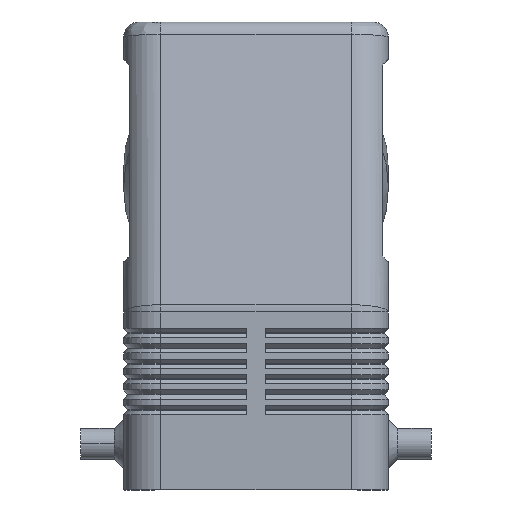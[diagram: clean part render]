
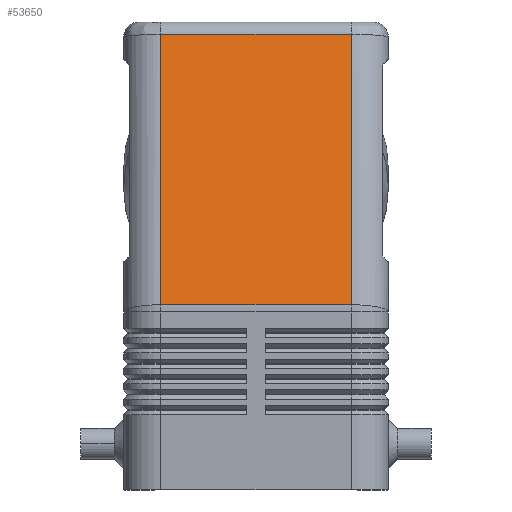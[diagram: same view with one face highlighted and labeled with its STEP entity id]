
A CAD part, left-side view. The second image highlights one B-rep face of the part: STEP entity #53650.
In plain terms, the highlighted planar face has unit normal (-0.981, 0, 0.195).
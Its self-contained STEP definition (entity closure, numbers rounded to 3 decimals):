
#2020=CARTESIAN_POINT('',(-46.635,15.5,30.08));
#2030=DIRECTION('',(0.195,0.,0.981));
#2040=VECTOR('',#2030,44.768);
#2050=LINE('',#2020,#2040);
#2060=CARTESIAN_POINT('',(-46.635,15.5,30.08));
#2070=VERTEX_POINT('',#2060);
#2080=CARTESIAN_POINT('',(-37.9,15.5,73.988));
#2090=VERTEX_POINT('',#2080);
#2100=EDGE_CURVE('',#2070,#2090,#2050,.T.);
#2830=CARTESIAN_POINT('',(-37.9,15.5,73.988));
#2840=DIRECTION('',(0.,-1.,0.));
#2850=VECTOR('',#2840,31.);
#2860=LINE('',#2830,#2850);
#2870=CARTESIAN_POINT('',(-37.9,-15.5,73.988));
#2880=VERTEX_POINT('',#2870);
#2890=EDGE_CURVE('',#2090,#2880,#2860,.T.);
#3470=CARTESIAN_POINT('',(-46.635,-15.5,30.08));
#3480=DIRECTION('',(0.,1.,0.));
#3490=VECTOR('',#3480,31.);
#3500=LINE('',#3470,#3490);
#3510=CARTESIAN_POINT('',(-46.635,-15.5,30.08));
#3520=VERTEX_POINT('',#3510);
#3530=EDGE_CURVE('',#3520,#2070,#3500,.T.);
#5630=CARTESIAN_POINT('',(-37.9,-15.5,73.988));
#5640=DIRECTION('',(-0.195,0.,-0.981));
#5650=VECTOR('',#5640,44.768);
#5660=LINE('',#5630,#5650);
#5670=EDGE_CURVE('',#2880,#3520,#5660,.T.);
#53540=CARTESIAN_POINT('',(-37.5,0.,76.));
#53550=DIRECTION('',(-0.981,0.,0.195));
#53560=DIRECTION('',(0.195,0.,0.981));
#53570=AXIS2_PLACEMENT_3D('',#53540,#53550,#53560);
#53580=PLANE('',#53570);
#53590=ORIENTED_EDGE('',*,*,#3530,.F.);
#53600=ORIENTED_EDGE('',*,*,#2100,.F.);
#53610=ORIENTED_EDGE('',*,*,#2890,.F.);
#53620=ORIENTED_EDGE('',*,*,#5670,.F.);
#53630=EDGE_LOOP('',(#53620,#53610,#53600,#53590));
#53640=FACE_OUTER_BOUND('',#53630,.T.);
#53650=ADVANCED_FACE('',(#53640),#53580,.T.);
